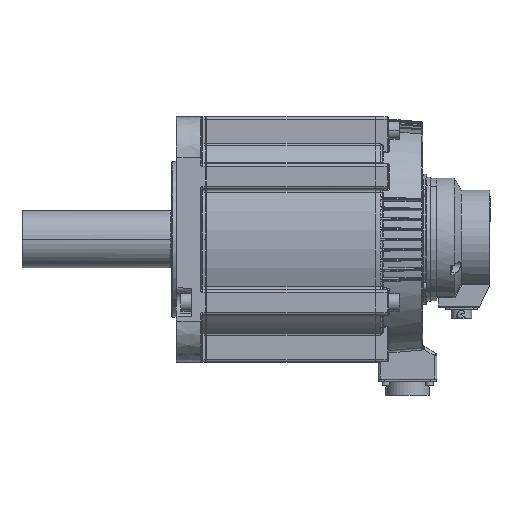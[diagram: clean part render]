
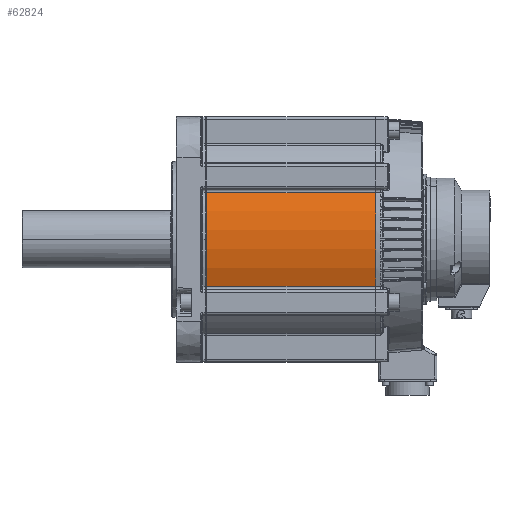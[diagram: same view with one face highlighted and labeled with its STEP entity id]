
A CAD part, left-side view. The second image highlights one B-rep face of the part: STEP entity #62824.
In plain terms, the highlighted cylindrical face has radius 88.75 mm (diameter 177.5 mm), a partial arc.
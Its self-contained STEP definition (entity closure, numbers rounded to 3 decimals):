
#60649=CARTESIAN_POINT('',(0.,124.,0.));
#60650=DIRECTION('',(0.,1.,0.));
#60651=DIRECTION('',(-0.922,0.,-0.386));
#60652=AXIS2_PLACEMENT_3D('',#60649,#60650,#60651);
#61462=DIRECTION('',(0.,1.,0.));
#61463=VECTOR('',#61462,124.);
#61464=CARTESIAN_POINT('',(-81.863,0.,
-34.278));
#61465=LINE('',#61464,#61463);
#61471=CARTESIAN_POINT('',(0.,0.,0.));
#61472=DIRECTION('',(0.,-1.,0.));
#61473=DIRECTION('',(-0.922,0.,0.386));
#61474=AXIS2_PLACEMENT_3D('',#61471,#61472,#61473);
#61476=DIRECTION('',(0.,-1.,0.));
#61477=VECTOR('',#61476,124.);
#61478=CARTESIAN_POINT('',(-81.862,124.,34.282));
#61479=LINE('',#61478,#61477);
#61694=CARTESIAN_POINT('',(-81.863,0.,
-34.278));
#61695=VERTEX_POINT('',#61694);
#61722=CARTESIAN_POINT('',(-81.863,0.,34.278));
#61723=VERTEX_POINT('',#61722);
#61845=CARTESIAN_POINT('',(-81.862,124.,34.282));
#61846=VERTEX_POINT('',#61845);
#61871=CARTESIAN_POINT('',(-81.862,124.,-34.282));
#61872=VERTEX_POINT('',#61871);
#62811=CARTESIAN_POINT('',(0.,0.,0.));
#62812=DIRECTION('',(0.,1.,0.));
#62813=DIRECTION('',(0.,0.,1.));
#62814=AXIS2_PLACEMENT_3D('',#62811,#62812,#62813);
#62815=CYLINDRICAL_SURFACE('',#62814,88.75);
#62816=ORIENTED_EDGE('',*,*,#61975,.T.);
#62818=ORIENTED_EDGE('',*,*,#62817,.T.);
#62820=ORIENTED_EDGE('',*,*,#62819,.T.);
#62821=ORIENTED_EDGE('',*,*,#62804,.T.);
#62822=EDGE_LOOP('',(#62816,#62818,#62820,#62821));
#62823=FACE_OUTER_BOUND('',#62822,.F.);
#62824=ADVANCED_FACE('',(#62823),#62815,.T.);
#60653=CIRCLE('',#60652,88.75);
#61475=CIRCLE('',#61474,88.75);
#61975=EDGE_CURVE('',#61872,#61846,#60653,.T.);
#62804=EDGE_CURVE('',#61695,#61872,#61465,.T.);
#62817=EDGE_CURVE('',#61846,#61723,#61479,.T.);
#62819=EDGE_CURVE('',#61723,#61695,#61475,.T.);
